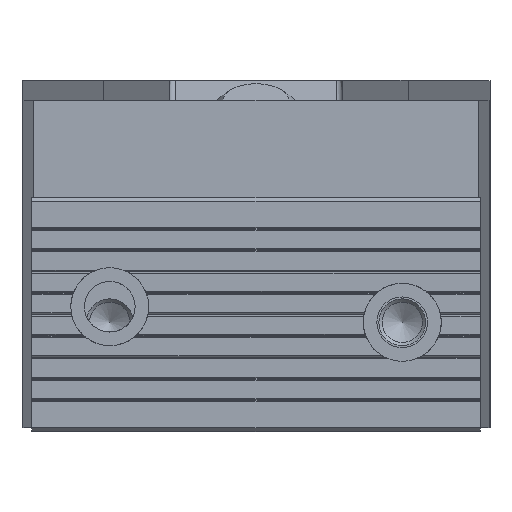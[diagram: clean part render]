
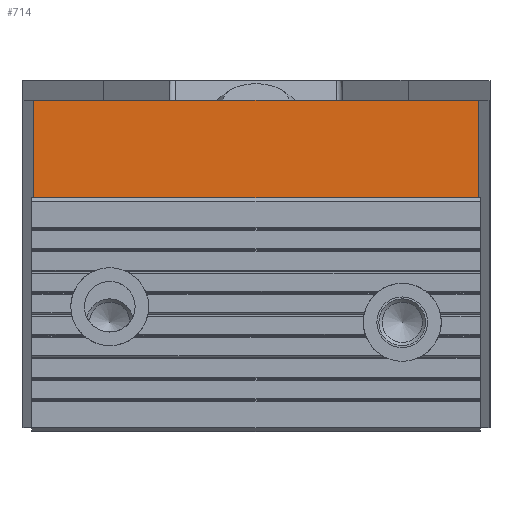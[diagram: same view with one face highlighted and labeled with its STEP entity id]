
A CAD part, left-side view. The second image highlights one B-rep face of the part: STEP entity #714.
In plain terms, the highlighted planar face has unit normal (-1, 0, 0).
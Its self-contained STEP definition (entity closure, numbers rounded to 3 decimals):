
#417=PLANE('',#6579);
#714=ADVANCED_FACE('',(#1169),#417,.T.);
#1169=FACE_OUTER_BOUND('',#1502,.T.);
#1502=EDGE_LOOP('',(#3614,#3615,#3616,#3617));
#1966=LINE('',#10034,#2485);
#1973=LINE('',#10048,#2492);
#1976=LINE('',#10054,#2495);
#1977=LINE('',#10055,#2496);
#2485=VECTOR('',#7841,1.);
#2492=VECTOR('',#7850,1.);
#2495=VECTOR('',#7855,1.);
#2496=VECTOR('',#7856,1.);
#3614=ORIENTED_EDGE('',*,*,#5544,.F.);
#3615=ORIENTED_EDGE('',*,*,#5534,.F.);
#3616=ORIENTED_EDGE('',*,*,#5545,.F.);
#3617=ORIENTED_EDGE('',*,*,#5541,.T.);
#4803=VERTEX_POINT('',#10033);
#4804=VERTEX_POINT('',#10035);
#4809=VERTEX_POINT('',#10047);
#4810=VERTEX_POINT('',#10049);
#5534=EDGE_CURVE('',#4803,#4804,#1966,.T.);
#5541=EDGE_CURVE('',#4810,#4809,#1973,.T.);
#5544=EDGE_CURVE('',#4804,#4809,#1976,.T.);
#5545=EDGE_CURVE('',#4810,#4803,#1977,.T.);
#6579=AXIS2_PLACEMENT_3D('',#10056,#7857,#7858);
#7841=DIRECTION('',(0.,0.,-1.));
#7850=DIRECTION('',(0.,0.,-1.));
#7855=DIRECTION('',(0.,1.,0.));
#7856=DIRECTION('',(0.,-1.,0.));
#7857=DIRECTION('',(-1.,0.,0.));
#7858=DIRECTION('',(0.,1.,0.));
#10033=CARTESIAN_POINT('',(-19.459,5.369,17.457));
#10034=CARTESIAN_POINT('',(-19.459,5.369,19.457));
#10035=CARTESIAN_POINT('',(-19.459,5.369,-7.543));
#10047=CARTESIAN_POINT('',(-19.459,119.369,-7.543));
#10048=CARTESIAN_POINT('',(-19.459,119.369,19.457));
#10049=CARTESIAN_POINT('',(-19.459,119.369,17.457));
#10054=CARTESIAN_POINT('',(-19.459,-0.631,-7.543));
#10055=CARTESIAN_POINT('',(-19.459,5.369,17.457));
#10056=CARTESIAN_POINT('',(-19.459,5.369,19.457));
